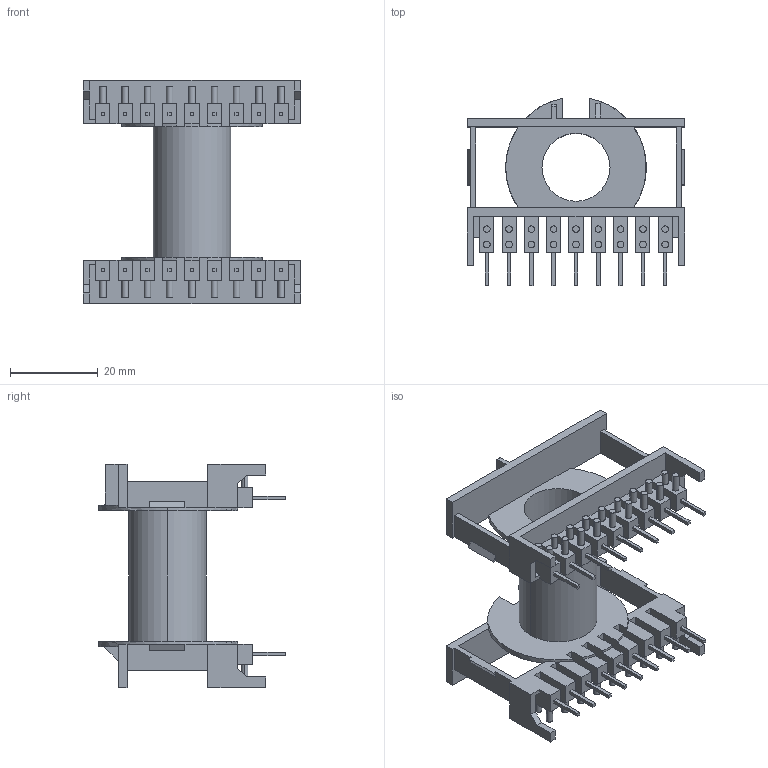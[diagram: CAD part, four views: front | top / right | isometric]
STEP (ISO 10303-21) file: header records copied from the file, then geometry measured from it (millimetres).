
FILE_DESCRIPTION (( 'STEP AP214' ), '1' );
FILE_NAME ('User Library-B66366B1018T001.STEP', '2015-07-30T09:52:18', ( 'Windows User' ), ( '' ), 'SwSTEP 2.0', 'SolidWorks 2015', '' );
FILE_SCHEMA (( 'AUTOMOTIVE_DESIGN' ));
Length unit declared in the file: millimetre
Products named in the file (1): User Library-B66366B1018T001
Bounding box: 49.6 x 42.6 x 51 mm (x, y, z)
Volume: 10321.3 mm3; surface area: 14976.9 mm2
Topology: 19 solids, 19 shells, 408 faces, 1020 edges, 680 vertices
Faces by surface type: plane 319, cylinder 89
Entity records: 16798 total; most frequent: CARTESIAN_POINT 2109, ORIENTED_EDGE 2040, DIRECTION 2028, EDGE_CURVE 1020, LINE 830, VECTOR 830, VERTEX_POINT 680, AXIS2_PLACEMENT_3D 599
